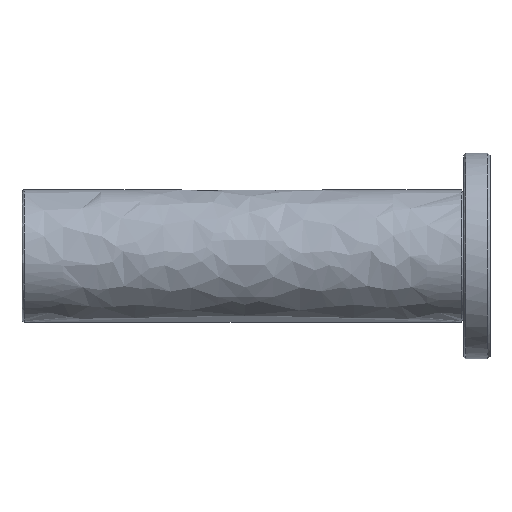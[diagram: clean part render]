
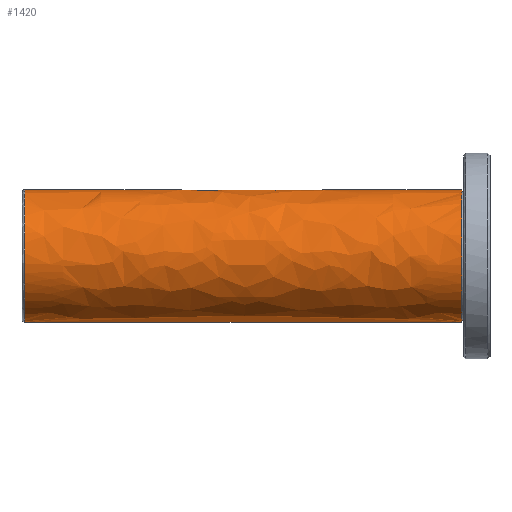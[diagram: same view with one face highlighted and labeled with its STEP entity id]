
A CAD part, front view. The second image highlights one B-rep face of the part: STEP entity #1420.
In plain terms, the highlighted free-form (B-spline) face has degree [3, 1] with [7, 2] control points.
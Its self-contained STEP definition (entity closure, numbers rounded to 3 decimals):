
#230 = CARTESIAN_POINT ('', (-115., 24.204, 21.689));
#240 = VERTEX_POINT ('', #230);
#250 = CARTESIAN_POINT ('', (-115., 21.689, 24.204));
#260 = VERTEX_POINT ('', #250);
#270 = CARTESIAN_POINT ('', (-115., 24.239, 21.724));
#280 = CARTESIAN_POINT ('', (-115.484, 24.239, 21.724));
#290 = CARTESIAN_POINT ('', (-115.904, 24.116, 21.847));
#300 = CARTESIAN_POINT ('', (-116.258, 23.871, 22.092));
#310 = CARTESIAN_POINT ('', (-116.601, 23.633, 22.331));
#320 = CARTESIAN_POINT ('', (-116.774, 23.336, 22.627));
#330 = CARTESIAN_POINT ('', (-116.778, 22.982, 22.982));
#340 = CARTESIAN_POINT ('', (-116.782, 22.642, 23.321));
#350 = CARTESIAN_POINT ('', (-116.609, 22.346, 23.618));
#360 = CARTESIAN_POINT ('', (-116.258, 22.092, 23.871));
#370 = CARTESIAN_POINT ('', (-115.917, 21.847, 24.116));
#380 = CARTESIAN_POINT ('', (-115.498, 21.724, 24.239));
#390 = CARTESIAN_POINT ('', (-115., 21.724, 24.239));
#400 = B_SPLINE_CURVE_WITH_KNOTS ('', 3, (#270, #280, #290, #300, #310, #320, #330, #340, #350, #360, #370, #380, #390), .UNSPECIFIED., .F., .U., (4, 3, 3, 3, 4), (0., 0.25, 0.5, 0.75, 1.), .UNSPECIFIED.);
#410 = EDGE_CURVE ('', #240, #260, #400, .T.);
#430 = CARTESIAN_POINT ('', (-115., 21.724, 24.239));
#440 = CARTESIAN_POINT ('', (-114.516, 21.724, 24.239));
#450 = CARTESIAN_POINT ('', (-114.096, 21.847, 24.116));
#460 = CARTESIAN_POINT ('', (-113.742, 22.092, 23.871));
#470 = CARTESIAN_POINT ('', (-113.399, 22.331, 23.633));
#480 = CARTESIAN_POINT ('', (-113.226, 22.627, 23.336));
#490 = CARTESIAN_POINT ('', (-113.222, 22.982, 22.982));
#500 = CARTESIAN_POINT ('', (-113.218, 23.321, 22.642));
#510 = CARTESIAN_POINT ('', (-113.391, 23.618, 22.346));
#520 = CARTESIAN_POINT ('', (-113.742, 23.871, 22.092));
#530 = CARTESIAN_POINT ('', (-114.083, 24.116, 21.847));
#540 = CARTESIAN_POINT ('', (-114.502, 24.239, 21.724));
#550 = CARTESIAN_POINT ('', (-115., 24.239, 21.724));
#560 = B_SPLINE_CURVE_WITH_KNOTS ('', 3, (#430, #440, #450, #460, #470, #480, #490, #500, #510, #520, #530, #540, #550), .UNSPECIFIED., .F., .U., (4, 3, 3, 3, 4), (0., 0.25, 0.5, 0.75, 1.), .UNSPECIFIED.);
#570 = EDGE_CURVE ('', #260, #240, #560, .T.);
#670 = CARTESIAN_POINT ('', (-14., 32.5, 0.));
#680 = VERTEX_POINT ('', #670);
#690 = CARTESIAN_POINT ('', (-14., 0., -32.5));
#700 = VERTEX_POINT ('', #690);
#710 = CARTESIAN_POINT ('', (-14., 32.5, 0.));
#720 = CARTESIAN_POINT ('', (-14., 32.5, -21.667));
#730 = CARTESIAN_POINT ('', (-14., 16.25, -32.5));
#740 = CARTESIAN_POINT ('', (-14., 0., -32.5));
#750 = (
   BOUNDED_CURVE ()
   B_SPLINE_CURVE (3, (#710, #720, #730, #740), .UNSPECIFIED., .F., .U.)
   B_SPLINE_CURVE_WITH_KNOTS ((4, 4), (0., 1.), .UNSPECIFIED.)
   CURVE ()
   GEOMETRIC_REPRESENTATION_ITEM ()
   RATIONAL_B_SPLINE_CURVE ((0.5, 0.5, 0.667, 1.))
   REPRESENTATION_ITEM ('')
);
#760 = EDGE_CURVE ('', #680, #700, #750, .T.);
#770 = ORIENTED_EDGE ('', *, *, #760, .T.);
#780 = CARTESIAN_POINT ('', (-228.75, 0., -32.5));
#790 = VERTEX_POINT ('', #780);
#800 = CARTESIAN_POINT ('', (-14., 0., -32.5));
#810 = CARTESIAN_POINT ('', (-228.75, 0., -32.5));
#820 = B_SPLINE_CURVE_WITH_KNOTS ('', 1, (#800, #810), .UNSPECIFIED., .F., .U., (2, 2), (0., 1.), .UNSPECIFIED.);
#830 = EDGE_CURVE ('', #700, #790, #820, .T.);
#840 = ORIENTED_EDGE ('', *, *, #830, .T.);
#850 = CARTESIAN_POINT ('', (-228.75, 0., 32.5));
#860 = VERTEX_POINT ('', #850);
#870 = CARTESIAN_POINT ('', (-228.75, 0., 32.5));
#880 = CARTESIAN_POINT ('', (-228.75, 65., 32.5));
#890 = CARTESIAN_POINT ('', (-228.75, 65., -32.5));
#900 = CARTESIAN_POINT ('', (-228.75, 0., -32.5));
#910 = (
   BOUNDED_CURVE ()
   B_SPLINE_CURVE (3, (#870, #880, #890, #900), .UNSPECIFIED., .F., .U.)
   B_SPLINE_CURVE_WITH_KNOTS ((4, 4), (0., 1.), .UNSPECIFIED.)
   CURVE ()
   GEOMETRIC_REPRESENTATION_ITEM ()
   RATIONAL_B_SPLINE_CURVE ((0.957, 0.319, 0.319, 0.957))
   REPRESENTATION_ITEM ('')
);
#920 = EDGE_CURVE ('', #860, #790, #910, .T.);
#930 = ORIENTED_EDGE ('', *, *, #920, .F.);
#940 = CARTESIAN_POINT ('', (-228.75, 0., -32.5));
#950 = CARTESIAN_POINT ('', (-228.75, -65., -32.5));
#960 = CARTESIAN_POINT ('', (-228.75, -65., 32.5));
#970 = CARTESIAN_POINT ('', (-228.75, 0., 32.5));
#980 = (
   BOUNDED_CURVE ()
   B_SPLINE_CURVE (3, (#940, #950, #960, #970), .UNSPECIFIED., .F., .U.)
   B_SPLINE_CURVE_WITH_KNOTS ((4, 4), (0., 1.), .UNSPECIFIED.)
   CURVE ()
   GEOMETRIC_REPRESENTATION_ITEM ()
   RATIONAL_B_SPLINE_CURVE ((0.957, 0.319, 0.319, 0.957))
   REPRESENTATION_ITEM ('')
);
#990 = EDGE_CURVE ('', #790, #860, #980, .T.);
#1000 = ORIENTED_EDGE ('', *, *, #990, .F.);
#1010 = ORIENTED_EDGE ('', *, *, #830, .F.);
#1020 = CARTESIAN_POINT ('', (-14., -32.5, 0.));
#1030 = VERTEX_POINT ('', #1020);
#1040 = CARTESIAN_POINT ('', (-14., 0., -32.5));
#1050 = CARTESIAN_POINT ('', (-14., -16.25, -32.5));
#1060 = CARTESIAN_POINT ('', (-14., -32.5, -21.667));
#1070 = CARTESIAN_POINT ('', (-14., -32.5, 0.));
#1080 = (
   BOUNDED_CURVE ()
   B_SPLINE_CURVE (3, (#1040, #1050, #1060, #1070), .UNSPECIFIED., .F., .U.)
   B_SPLINE_CURVE_WITH_KNOTS ((4, 4), (0., 1.), .UNSPECIFIED.)
   CURVE ()
   GEOMETRIC_REPRESENTATION_ITEM ()
   RATIONAL_B_SPLINE_CURVE ((1., 0.667, 0.5, 0.5))
   REPRESENTATION_ITEM ('')
);
#1090 = EDGE_CURVE ('', #700, #1030, #1080, .T.);
#1100 = ORIENTED_EDGE ('', *, *, #1090, .T.);
#1110 = CARTESIAN_POINT ('', (-14., -32.5, 0.));
#1120 = CARTESIAN_POINT ('', (-14., -32.5, 21.667));
#1130 = CARTESIAN_POINT ('', (-14., -16.25, 32.5));
#1140 = CARTESIAN_POINT ('', (-14., 0., 32.5));
#1150 = CARTESIAN_POINT ('', (-14., 16.25, 32.5));
#1160 = CARTESIAN_POINT ('', (-14., 32.5, 21.667));
#1170 = CARTESIAN_POINT ('', (-14., 32.5, 0.));
#1180 = (
   BOUNDED_CURVE ()
   B_SPLINE_CURVE (3, (#1110, #1120, #1130, #1140, #1150, #1160, #1170), .UNSPECIFIED., .F., .U.)
   B_SPLINE_CURVE_WITH_KNOTS ((4, 3, 4), (0., 0.5, 1.), .UNSPECIFIED.)
   CURVE ()
   GEOMETRIC_REPRESENTATION_ITEM ()
   RATIONAL_B_SPLINE_CURVE ((0.5, 0.5, 0.667, 1., 0.667, 0.5, 0.5))
   REPRESENTATION_ITEM ('')
);
#1190 = EDGE_CURVE ('', #1030, #680, #1180, .T.);
#1200 = ORIENTED_EDGE ('', *, *, #1190, .T.);
#1210 = EDGE_LOOP ('', (#770, #840, #930, #1000, #1010, #1100, #1200));
#1220 = FACE_OUTER_BOUND ('', #1210, .T.);
#1230 = ORIENTED_EDGE ('', *, *, #410, .F.);
#1240 = ORIENTED_EDGE ('', *, *, #570, .F.);
#1250 = EDGE_LOOP ('', (#1230, #1240));
#1260 = FACE_BOUND ('', #1250, .T.);
#1270 = CARTESIAN_POINT ('', (-228.75, 0., -32.5));
#1280 = CARTESIAN_POINT ('', (-14., 0., -32.5));
#1290 = CARTESIAN_POINT ('', (-228.75, 65., -32.5));
#1300 = CARTESIAN_POINT ('', (-14., 65., -32.5));
#1310 = CARTESIAN_POINT ('', (-228.75, 65., 32.5));
#1320 = CARTESIAN_POINT ('', (-14., 65., 32.5));
#1330 = CARTESIAN_POINT ('', (-228.75, 0., 32.5));
#1340 = CARTESIAN_POINT ('', (-14., 0., 32.5));
#1350 = CARTESIAN_POINT ('', (-228.75, -65., 32.5));
#1360 = CARTESIAN_POINT ('', (-14., -65., 32.5));
#1370 = CARTESIAN_POINT ('', (-228.75, -65., -32.5));
#1380 = CARTESIAN_POINT ('', (-14., -65., -32.5));
#1390 = CARTESIAN_POINT ('', (-228.75, 0., -32.5));
#1400 = CARTESIAN_POINT ('', (-14., 0., -32.5));
#1410 = (
   BOUNDED_SURFACE ()
   B_SPLINE_SURFACE (3, 1, ((#1270, #1280), (#1290, #1300), (#1310, #1320), (#1330, #1340), (#1350, #1360), (#1370, #1380), (#1390, #1400)), .UNSPECIFIED., .T., .F., .U.)
   B_SPLINE_SURFACE_WITH_KNOTS ((4, 3, 4), (2, 2), (0., 0.5, 1.), (0., 1.), .UNSPECIFIED.)
   SURFACE ()
   GEOMETRIC_REPRESENTATION_ITEM ()
   RATIONAL_B_SPLINE_SURFACE (((1., 1.), (0.333, 0.333), (0.333, 0.333), (1., 1.), (0.333, 0.333), (0.333, 0.333), (1., 1.)))
   REPRESENTATION_ITEM ('')
);
#1420 = ADVANCED_FACE ('', (#1220, #1260), #1410, .T.);
